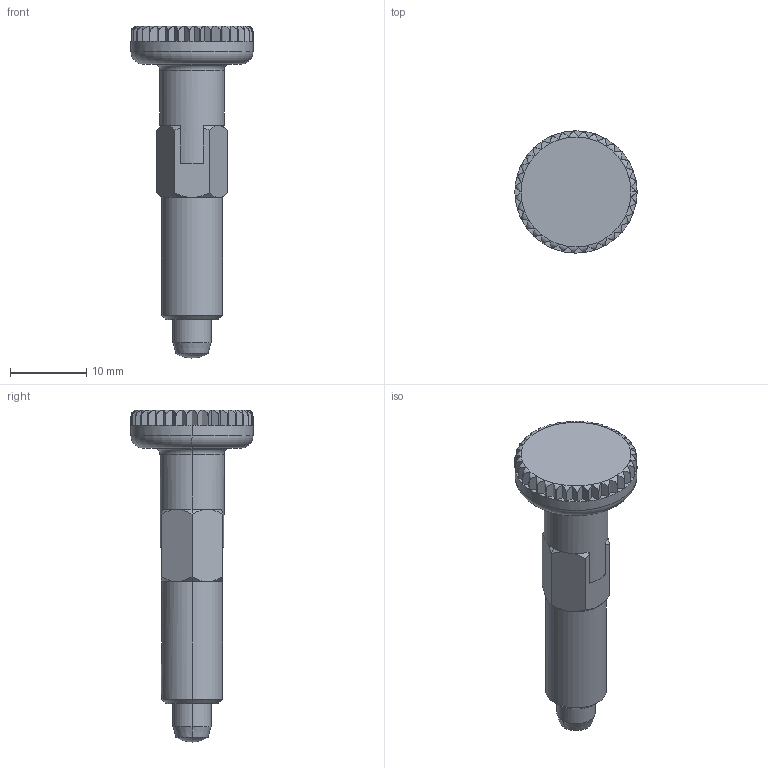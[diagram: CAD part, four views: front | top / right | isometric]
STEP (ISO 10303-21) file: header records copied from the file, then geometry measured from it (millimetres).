
FILE_DESCRIPTION(('STEP AP214'),'1');
FILE_NAME(' ',' ',('TraceParts'),('TraceParts S.A.'),'XStep 1.0',' ',' ');
FILE_SCHEMA(('automotive_design'));
Length unit declared in the file: millimetre
Products named in the file (2): 1; 2
Bounding box: 16 x 16 x 43.5 mm (x, y, z)
Volume: 3024.9 mm3; surface area: 2133.8 mm2
Topology: 2 solids, 2 shells, 160 faces, 442 edges, 288 vertices
Faces by surface type: plane 130, cone 12, cylinder 10, torus 6, sphere 2
Entity records: 11076 total; most frequent: CARTESIAN_POINT 2116, STYLED_ITEM 890, PRESENTATION_STYLE_ASSIGNMENT 890, COLOUR_RGB 890, ORIENTED_EDGE 880, DIRECTION 797, EDGE_CURVE 440, CURVE_STYLE 440
